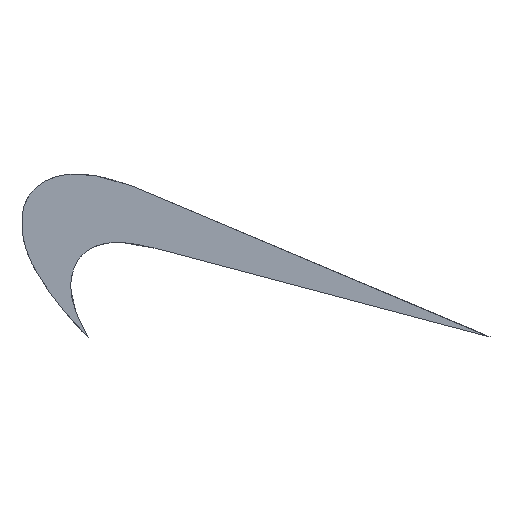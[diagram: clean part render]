
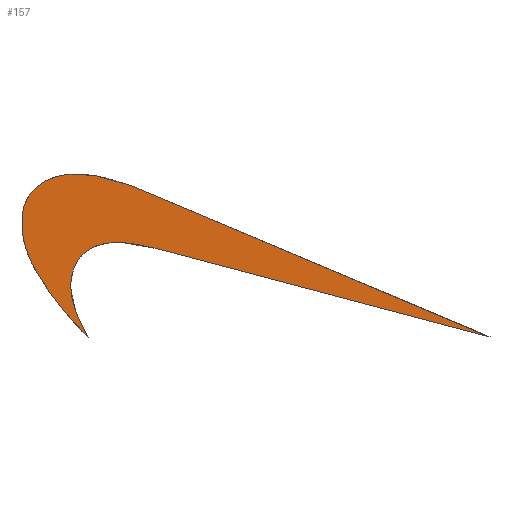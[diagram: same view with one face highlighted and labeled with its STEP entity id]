
A CAD part, front view. The second image highlights one B-rep face of the part: STEP entity #157.
In plain terms, the highlighted planar face has unit normal (0, -1, 0).
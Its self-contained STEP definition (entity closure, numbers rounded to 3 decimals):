
#17=PLANE('',#179);
#33=FACE_OUTER_BOUND('',#45,.T.);
#45=EDGE_LOOP('',(#141,#142,#143,#144));
#52=LINE('',#446,#62);
#55=LINE('',#451,#65);
#62=VECTOR('',#198,10.);
#65=VECTOR('',#203,10.);
#71=B_SPLINE_CURVE_WITH_KNOTS('',4,(#379,#380,#381,#382,#383,#384,#385,
#386,#387,#388,#389),.UNSPECIFIED.,.F.,.F.,(5,1,1,1,1,1,1,5),(1.,2.,3.,
4.,5.,6.,7.,8.),.UNSPECIFIED.);
#73=B_SPLINE_CURVE_WITH_KNOTS('',4,(#424,#425,#426,#427,#428,#429,#430,
#431,#432),.UNSPECIFIED.,.F.,.F.,(5,1,1,1,1,5),(1.,2.,3.,4.,5.,6.),
 .UNSPECIFIED.);
#81=VERTEX_POINT('',#377);
#82=VERTEX_POINT('',#378);
#85=VERTEX_POINT('',#423);
#87=VERTEX_POINT('',#445);
#97=EDGE_CURVE('',#81,#82,#71,.T.);
#101=EDGE_CURVE('',#82,#85,#73,.T.);
#104=EDGE_CURVE('',#85,#87,#52,.T.);
#107=EDGE_CURVE('',#87,#81,#55,.T.);
#141=ORIENTED_EDGE('',*,*,#107,.T.);
#142=ORIENTED_EDGE('',*,*,#97,.T.);
#143=ORIENTED_EDGE('',*,*,#101,.T.);
#144=ORIENTED_EDGE('',*,*,#104,.T.);
#157=ADVANCED_FACE('',(#33),#17,.F.);
#179=AXIS2_PLACEMENT_3D('',#453,#205,#206);
#198=DIRECTION('',(0.967,0.,-0.256));
#203=DIRECTION('',(-0.921,0.,0.389));
#205=DIRECTION('center_axis',(0.,1.,0.));
#206=DIRECTION('ref_axis',(0.,0.,1.));
#377=CARTESIAN_POINT('',(14.648,0.,18.032));
#378=CARTESIAN_POINT('',(10.018,0.,1.704));
#379=CARTESIAN_POINT('Ctrl Pts',(14.648,0.,18.032));
#380=CARTESIAN_POINT('Ctrl Pts',(10.932,0.,19.375));
#381=CARTESIAN_POINT('Ctrl Pts',(6.493,0.,19.614));
#382=CARTESIAN_POINT('Ctrl Pts',(3.959,0.,17.78));
#383=CARTESIAN_POINT('Ctrl Pts',(2.802,0.,15.564));
#384=CARTESIAN_POINT('Ctrl Pts',(2.901,0.,12.915));
#385=CARTESIAN_POINT('Ctrl Pts',(3.284,0.,11.355));
#386=CARTESIAN_POINT('Ctrl Pts',(3.927,0.,9.597));
#387=CARTESIAN_POINT('Ctrl Pts',(5.388,0.,7.111));
#388=CARTESIAN_POINT('Ctrl Pts',(7.621,0.,4.302));
#389=CARTESIAN_POINT('Ctrl Pts',(10.018,0.,1.704));
#423=CARTESIAN_POINT('',(17.189,0.,11.326));
#424=CARTESIAN_POINT('Ctrl Pts',(10.018,0.,1.704));
#425=CARTESIAN_POINT('Ctrl Pts',(8.768,0.,3.913));
#426=CARTESIAN_POINT('Ctrl Pts',(8.085,0.,6.318));
#427=CARTESIAN_POINT('Ctrl Pts',(8.035,0.,8.019));
#428=CARTESIAN_POINT('Ctrl Pts',(8.774,0.,10.315));
#429=CARTESIAN_POINT('Ctrl Pts',(10.468,0.,11.604));
#430=CARTESIAN_POINT('Ctrl Pts',(12.497,0.,12.138));
#431=CARTESIAN_POINT('Ctrl Pts',(15.046,0.,11.85));
#432=CARTESIAN_POINT('Ctrl Pts',(17.189,0.,11.326));
#445=CARTESIAN_POINT('',(53.115,0.,1.806));
#446=CARTESIAN_POINT('',(17.189,0.,11.326));
#451=CARTESIAN_POINT('',(53.115,0.,1.806));
#453=CARTESIAN_POINT('Origin',(26.356,0.,9.249));
